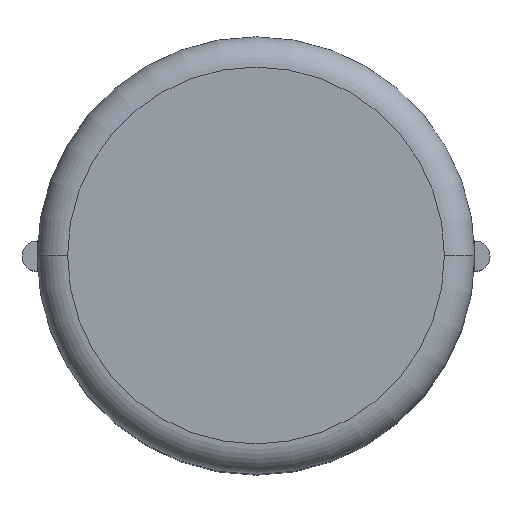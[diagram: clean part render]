
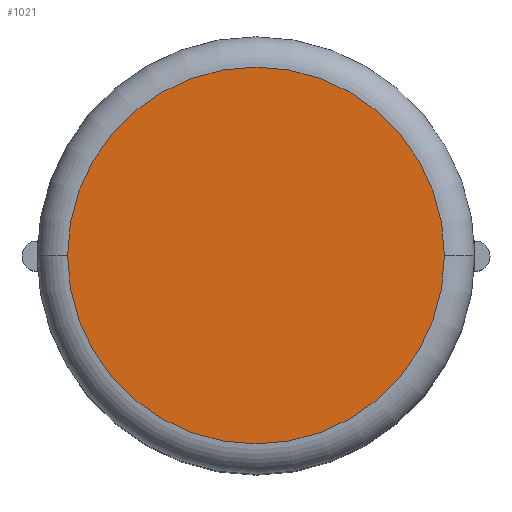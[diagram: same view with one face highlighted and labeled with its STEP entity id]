
A CAD part, top view. The second image highlights one B-rep face of the part: STEP entity #1021.
In plain terms, the highlighted planar face has unit normal (0, 0, 1).
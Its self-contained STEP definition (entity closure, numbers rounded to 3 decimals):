
#941=CARTESIAN_POINT('',(-3.1,0.,10.5));
#942=VERTEX_POINT('',#941);
#950=CARTESIAN_POINT('',(3.1,0.,10.5));
#951=VERTEX_POINT('',#950);
#952=CARTESIAN_POINT('',(0.,0.,10.5));
#953=DIRECTION('',(0.0,0.0,-1.0));
#954=DIRECTION('',(1.0,0.0,0.0));
#955=AXIS2_PLACEMENT_3D('',#952,#953,#954);
#956=CIRCLE('',#955,3.1);
#957=EDGE_CURVE('',#942,#951,#956,.T.);
#984=CARTESIAN_POINT('',(0.,0.,10.5));
#985=DIRECTION('',(0.0,0.0,-1.0));
#986=DIRECTION('',(1.0,0.0,0.0));
#987=AXIS2_PLACEMENT_3D('',#984,#985,#986);
#988=CIRCLE('',#987,3.1);
#989=EDGE_CURVE('',#951,#942,#988,.T.);
#1012=CARTESIAN_POINT('',(0.,0.,10.5));
#1013=DIRECTION('',(0.0,0.0,-1.0));
#1014=DIRECTION('',(-1.0,0.0,0.0));
#1015=AXIS2_PLACEMENT_3D('',#1012,#1013,#1014);
#1016=PLANE('',#1015);
#1017=ORIENTED_EDGE('',*,*,#957,.F.);
#1018=ORIENTED_EDGE('',*,*,#989,.F.);
#1019=EDGE_LOOP('',(#1017,#1018));
#1020=FACE_OUTER_BOUND('',#1019,.T.);
#1021=ADVANCED_FACE('',(#1020),#1016,.F.);
